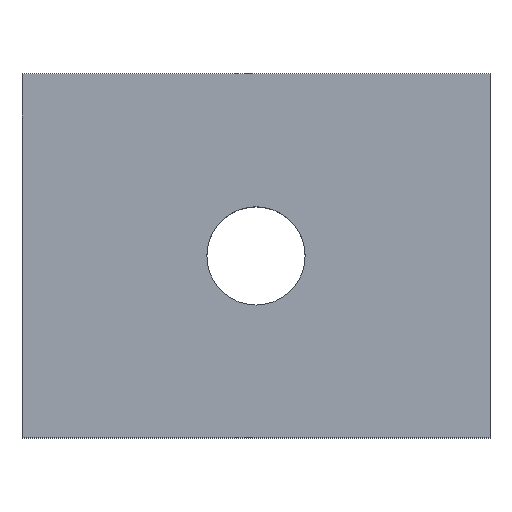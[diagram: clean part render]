
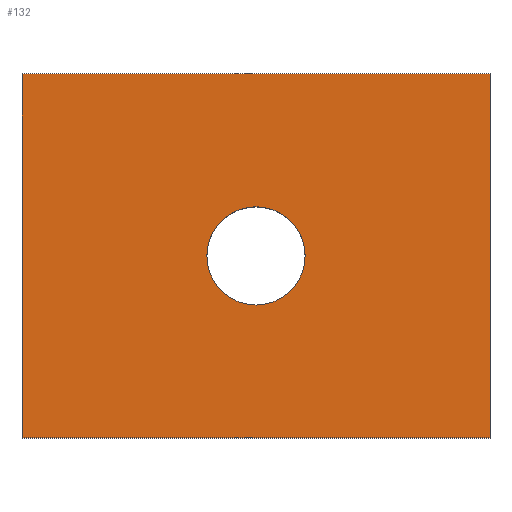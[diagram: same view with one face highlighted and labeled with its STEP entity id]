
A CAD part, top view. The second image highlights one B-rep face of the part: STEP entity #132.
In plain terms, the highlighted planar face has unit normal (0, 0, 1).
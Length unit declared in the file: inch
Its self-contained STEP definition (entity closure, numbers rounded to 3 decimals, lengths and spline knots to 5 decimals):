
#19=FACE_BOUND('',#40,.T.);
#25=PLANE('',#156);
#32=FACE_OUTER_BOUND('',#39,.T.);
#39=EDGE_LOOP('',(#116,#117,#118,#119));
#40=EDGE_LOOP('',(#120));
#46=LINE('',#211,#59);
#49=LINE('',#217,#62);
#52=LINE('',#223,#65);
#55=LINE('',#227,#68);
#59=VECTOR('',#174,0.3937);
#62=VECTOR('',#179,0.3937);
#65=VECTOR('',#184,0.3937);
#68=VECTOR('',#189,0.3937);
#69=CIRCLE('',#150,0.0945);
#71=VERTEX_POINT('',#199);
#75=VERTEX_POINT('',#208);
#76=VERTEX_POINT('',#210);
#78=VERTEX_POINT('',#216);
#80=VERTEX_POINT('',#222);
#81=EDGE_CURVE('',#71,#71,#69,.T.);
#86=EDGE_CURVE('',#76,#75,#46,.T.);
#89=EDGE_CURVE('',#78,#76,#49,.T.);
#92=EDGE_CURVE('',#80,#78,#52,.T.);
#95=EDGE_CURVE('',#75,#80,#55,.T.);
#116=ORIENTED_EDGE('',*,*,#95,.T.);
#117=ORIENTED_EDGE('',*,*,#92,.T.);
#118=ORIENTED_EDGE('',*,*,#89,.T.);
#119=ORIENTED_EDGE('',*,*,#86,.T.);
#120=ORIENTED_EDGE('',*,*,#81,.T.);
#132=ADVANCED_FACE('',(#32,#19),#25,.T.);
#150=AXIS2_PLACEMENT_3D('',#200,#165,#166);
#156=AXIS2_PLACEMENT_3D('',#228,#190,#191);
#165=DIRECTION('center_axis',(0.,0.,-1.));
#166=DIRECTION('ref_axis',(1.,0.,0.));
#174=DIRECTION('',(-1.,0.,0.));
#179=DIRECTION('',(0.,1.,0.));
#184=DIRECTION('',(1.,0.,0.));
#189=DIRECTION('',(0.,-1.,0.));
#190=DIRECTION('center_axis',(0.,0.,1.));
#191=DIRECTION('ref_axis',(1.,0.,0.));
#199=CARTESIAN_POINT('',(0.3555,0.34995,0.3));
#200=CARTESIAN_POINT('Origin',(0.45,0.34995,0.3));
#208=CARTESIAN_POINT('',(0.,0.6999,0.3));
#210=CARTESIAN_POINT('',(0.9,0.6999,0.3));
#211=CARTESIAN_POINT('',(0.9,0.6999,0.3));
#216=CARTESIAN_POINT('',(0.9,0.,0.3));
#217=CARTESIAN_POINT('',(0.9,0.,0.3));
#222=CARTESIAN_POINT('',(0.,0.,0.3));
#223=CARTESIAN_POINT('',(0.,0.,0.3));
#227=CARTESIAN_POINT('',(0.,0.6999,0.3));
#228=CARTESIAN_POINT('Origin',(0.45,0.34995,0.3));
